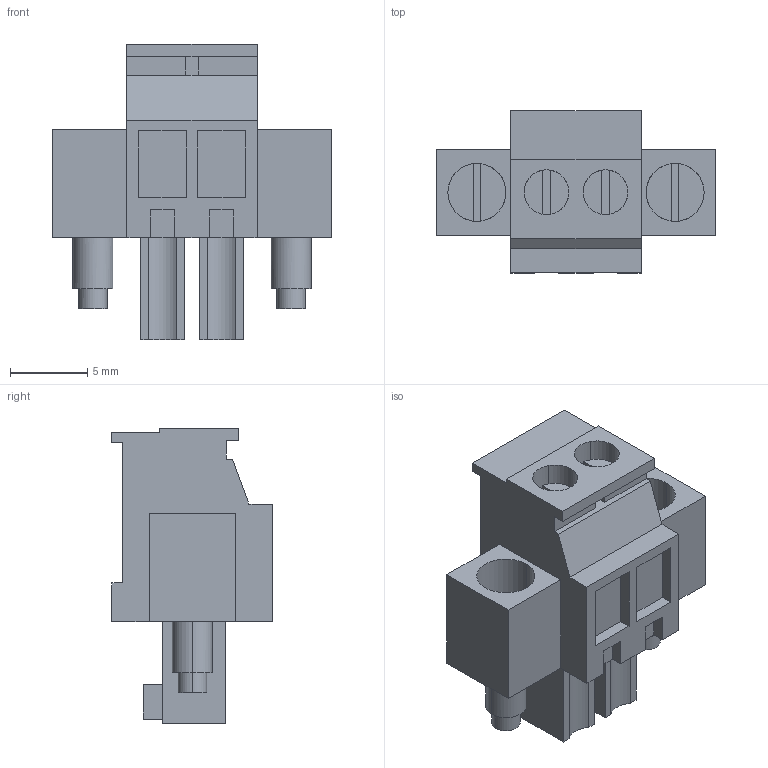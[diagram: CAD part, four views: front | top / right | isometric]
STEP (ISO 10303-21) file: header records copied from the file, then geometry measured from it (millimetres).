
FILE_DESCRIPTION(('CATIA V5 STEP Exchange','CAx-IF Rec.Pracs.--- Model Styling and Organization---1.2---2011-12-15'),'2;1');
FILE_NAME ('D1459687_0_1940460000_1940460000.stp','2017-04-12T09:45:59+00:00',('none'),('Weidmueller'),'CATIA Version 5-6 Release 2014','CATIA V5 STEP AP214','none');
FILE_SCHEMA(('AUTOMOTIVE_DESIGN { 1 0 10303 214 1 1 1 1 }'));
Length unit declared in the file: millimetre
Products named in the file (1): 1940460000
Bounding box: 18.01 x 10.45 x 19.1 mm (x, y, z)
Volume: 1353.7 mm3; surface area: 1514.3 mm2
Topology: 5 solids, 5 shells, 152 faces, 374 edges, 250 vertices
Faces by surface type: plane 114, cylinder 38
Entity records: 4446 total; most frequent: CARTESIAN_POINT 889, ORIENTED_EDGE 748, DIRECTION 632, EDGE_CURVE 374, VECTOR 282, LINE 282, VERTEX_POINT 250, AXIS2_PLACEMENT_3D 213
